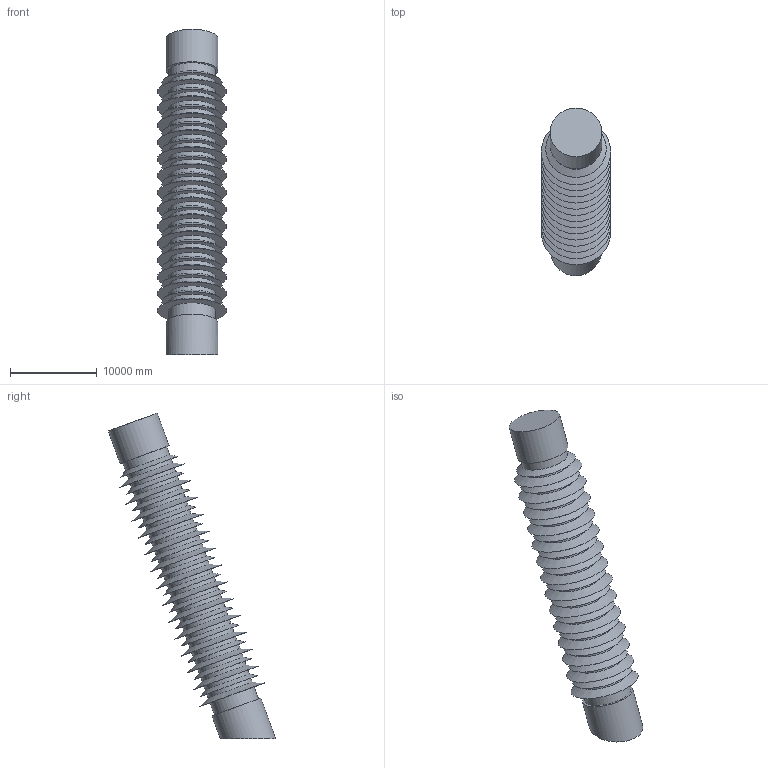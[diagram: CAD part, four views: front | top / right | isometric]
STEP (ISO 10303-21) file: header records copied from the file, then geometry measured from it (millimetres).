
FILE_DESCRIPTION(('Open CASCADE Model'),'2;1');
FILE_NAME('Open CASCADE Shape Model','2017-07-13T16:59:06',('Author'),( 'Open CASCADE'),'Open CASCADE STEP processor 7.0','Open CASCADE 7.0' ,'Unknown');
FILE_SCHEMA(('AUTOMOTIVE_DESIGN { 1 0 10303 214 1 1 1 1 }'));
Length unit declared in the file: metre
Products named in the file (1): Open CASCADE STEP translator 7.0 14
Bounding box: 8000 x 19318.96 x 37587.7 mm (x, y, z)
Volume: 1088130839971.8 mm3; surface area: 1766559664.9 mm2
Topology: 1 solids, 1 shells, 91 faces, 150 edges, 91 vertices
Faces by surface type: plane 32, cylinder 31, cone 28
Full cylindrical faces by diameter (mm): 5400 x29, 6000 x2
Entity records: 4113 total; most frequent: DIRECTION 723, CARTESIAN_POINT 671, ORIENTED_EDGE 300, PCURVE 300, DEFINITIONAL_REPRESENTATION 300, LINE 294, VECTOR 294, AXIS2_PLACEMENT_3D 183
